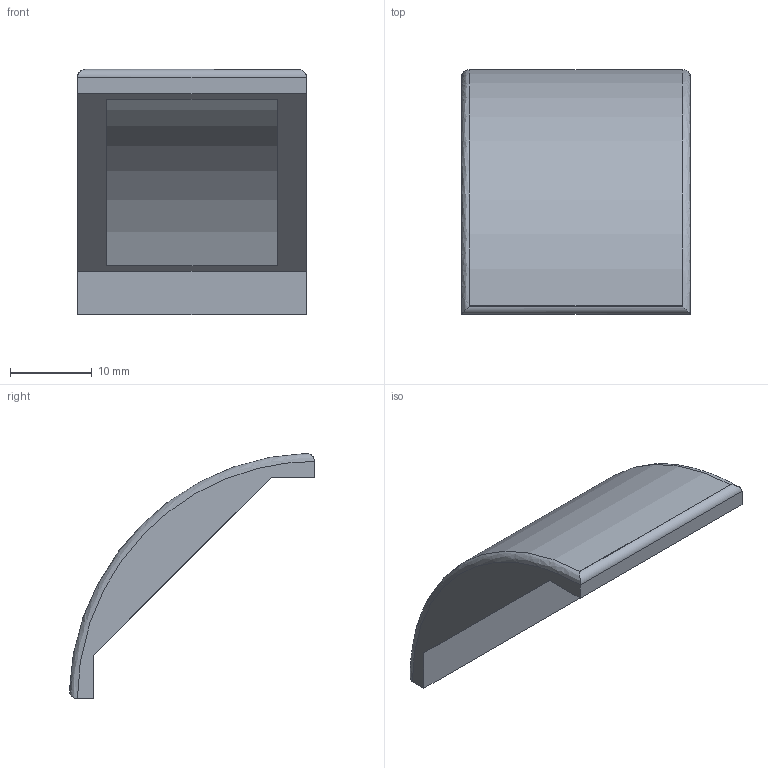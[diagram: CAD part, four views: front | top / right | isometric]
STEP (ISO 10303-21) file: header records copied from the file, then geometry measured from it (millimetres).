
FILE_DESCRIPTION((''),'2;1');
FILE_NAME('3 842 523 534 - 30x30 round cover cap.ipt.stp','2011-06-02T21:57:41',(''),(''),'Autodesk Inventor 2011','Autodesk Inventor 2011','');
FILE_SCHEMA(('AUTOMOTIVE_DESIGN { 1 0 10303 214 1 1 1 1 }'));
Length unit declared in the file: millimetre
Products named in the file (1): 3 842 523 534 - 30x30 round cover cap
Bounding box: 28 x 29.98 x 29.98 mm (x, y, z)
Volume: 4246.7 mm3; surface area: 3197.2 mm2
Topology: 1 solids, 1 shells, 16 faces, 39 edges, 26 vertices
Faces by surface type: plane 9, cylinder 5, bspline 2
Entity records: 663 total; most frequent: CARTESIAN_POINT 251, ORIENTED_EDGE 78, DIRECTION 69, EDGE_CURVE 39, VERTEX_POINT 26, AXIS2_PLACEMENT_3D 23, VECTOR 23, LINE 23
